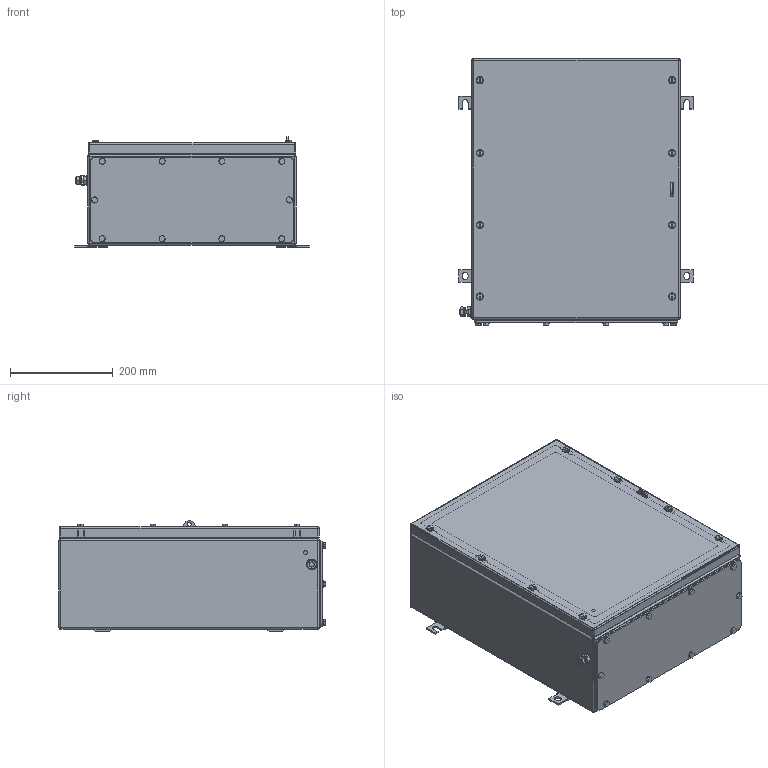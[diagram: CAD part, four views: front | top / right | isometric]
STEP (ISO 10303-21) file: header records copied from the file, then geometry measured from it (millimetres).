
FILE_DESCRIPTION(('CATIA V5 STEP Exchange','CAx-IF Rec.Pracs.--- Model Styling and Organization---1.4--- 2014-01-23'),'2;1');
FILE_NAME ('1523460-6_1_8000108850_8000108850_KTB_MH_504020_S4E1_LD.stp','2023-10-04T08:38:35+00:00',('none'),('Weidmueller'),'CATIA Version 5-6 Release 2016 SP3 HF44','CATIA V5 STEP AP214','none');
FILE_SCHEMA(('AUTOMOTIVE_DESIGN { 1 0 10303 214 1 1 1 1 }'));
Products named in the file (1): 8000108850 KTB MH 504020 S4E1
Bounding box: 457 x 519 x 215 mm (x, y, z)
Volume: 1620062.2 mm3; surface area: 1911795.9 mm2
Topology: 46 solids, 47 shells, 2152 faces, 5652 edges, 3629 vertices
Faces by surface type: plane 1016, cylinder 796, cone 184, bspline 128, torus 20, sphere 8
Entity records: 76466 total; most frequent: CARTESIAN_POINT 26212, ORIENTED_EDGE 11168, DIRECTION 8510, EDGE_CURVE 5584, VERTEX_POINT 3629, VECTOR 3257, LINE 3257, AXIS2_PLACEMENT_3D 3248
